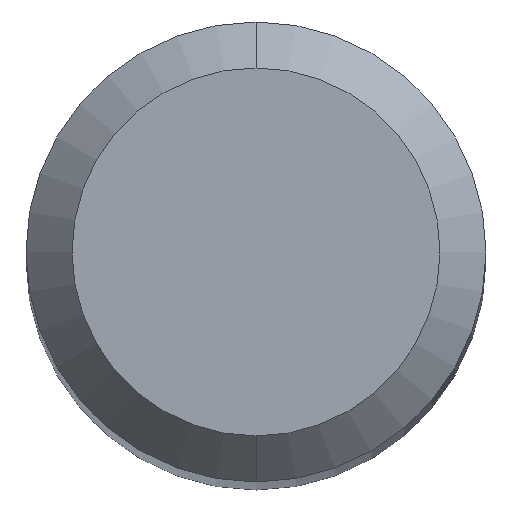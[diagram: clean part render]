
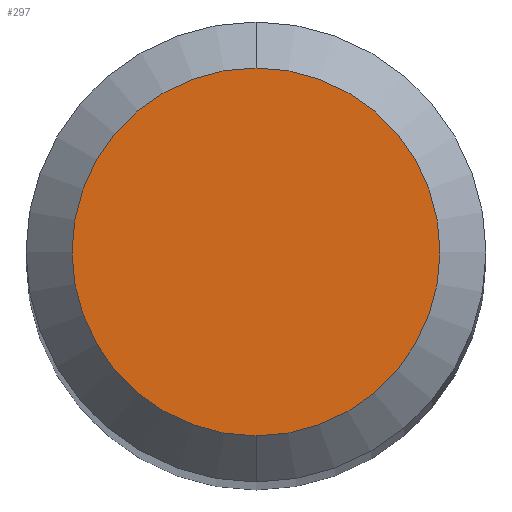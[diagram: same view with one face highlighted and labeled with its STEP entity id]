
A CAD part, top view. The second image highlights one B-rep face of the part: STEP entity #297.
In plain terms, the highlighted planar face has unit normal (0, 0, 1).
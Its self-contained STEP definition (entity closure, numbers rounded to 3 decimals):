
#251=VERTEX_POINT('',#568);
#257=EDGE_CURVE('',#251,#421,#574,.T.);
#297=ADVANCED_FACE('',(#615),#616,.T.);
#323=EDGE_CURVE('',#421,#251,#643,.T.);
#421=VERTEX_POINT('',#752);
#568=CARTESIAN_POINT('',(0.,-1.2,0.));
#574=CIRCLE('',#964,1.2);
#615=FACE_OUTER_BOUND('',#1087,.T.);
#616=PLANE('',#1088);
#643=CIRCLE('',#1162,1.2);
#752=CARTESIAN_POINT('',(0.0,1.2,0.));
#964=AXIS2_PLACEMENT_3D('',#1575,#1576,#1577);
#1087=EDGE_LOOP('',(#1603,#1604));
#1088=AXIS2_PLACEMENT_3D('',#1605,#1606,#1607);
#1162=AXIS2_PLACEMENT_3D('',#1626,#1627,#1628);
#1575=CARTESIAN_POINT('',(0.0,0.0,0.));
#1576=DIRECTION('',(0.0,0.0,-1.0));
#1577=DIRECTION('',(0.0,1.0,0.0));
#1603=ORIENTED_EDGE('',*,*,#323,.F.);
#1604=ORIENTED_EDGE('',*,*,#257,.F.);
#1605=CARTESIAN_POINT('',(0.0,0.6,0.));
#1606=DIRECTION('',(-0.0,0.0,1.0));
#1607=DIRECTION('',(0.0,-1.0,0.0));
#1626=CARTESIAN_POINT('',(0.0,0.0,0.));
#1627=DIRECTION('',(0.0,0.0,-1.0));
#1628=DIRECTION('',(0.0,1.0,0.0));
